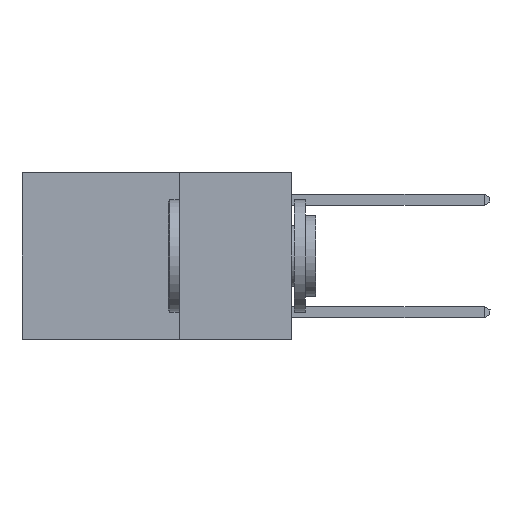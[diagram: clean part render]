
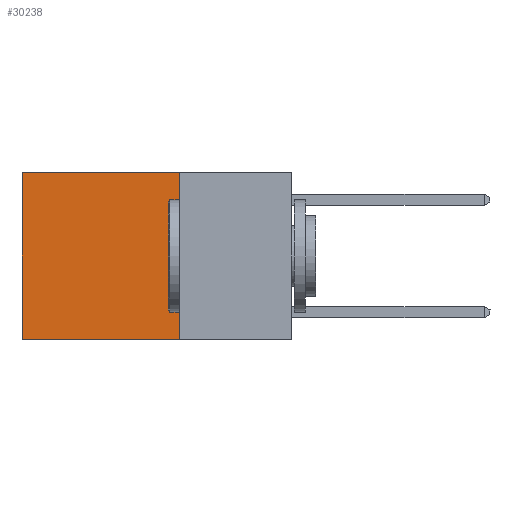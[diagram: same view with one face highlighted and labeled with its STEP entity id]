
A CAD part, left-side view. The second image highlights one B-rep face of the part: STEP entity #30238.
In plain terms, the highlighted planar face has unit normal (-1, 0, 0).
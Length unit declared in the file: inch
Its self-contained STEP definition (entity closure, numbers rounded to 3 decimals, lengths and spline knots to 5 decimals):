
#6 = VECTOR ( 'NONE', #28456, 39.37008 ) ;
#742 = CARTESIAN_POINT ( 'NONE',  ( 0.2625, 0.6, 0. ) ) ;
#844 = CARTESIAN_POINT ( 'NONE',  ( 0.2625, 0.25, 0. ) ) ;
#1265 = CARTESIAN_POINT ( 'NONE',  ( 0.2625, 0.25, 0. ) ) ;
#2156 = VECTOR ( 'NONE', #30456, 39.37008 ) ;
#2864 = VERTEX_POINT ( 'NONE', #844 ) ;
#3460 = ORIENTED_EDGE ( 'NONE', *, *, #19215, .T. ) ;
#4806 = ORIENTED_EDGE ( 'NONE', *, *, #15406, .T. ) ;
#6152 = CARTESIAN_POINT ( 'NONE',  ( 0.2625, 0.25, -0.37 ) ) ;
#6421 = LINE ( 'NONE', #1265, #6 ) ;
#6424 = VERTEX_POINT ( 'NONE', #12319 ) ;
#7071 = PLANE ( 'NONE',  #24534 ) ;
#7981 = DIRECTION ( 'NONE',  ( 0., 0., -1. ) ) ;
#8565 = LINE ( 'NONE', #13924, #2156 ) ;
#9908 = FACE_OUTER_BOUND ( 'NONE', #18199, .T. ) ;
#10032 = VECTOR ( 'NONE', #7981, 39.37008 ) ;
#12319 = CARTESIAN_POINT ( 'NONE',  ( 0.2625, 0.6, 0. ) ) ;
#13131 = VERTEX_POINT ( 'NONE', #26166 ) ;
#13924 = CARTESIAN_POINT ( 'NONE',  ( 0.2625, 0.25, 0. ) ) ;
#14279 = CARTESIAN_POINT ( 'NONE',  ( 0.2625, 0.25, 0. ) ) ;
#15406 = EDGE_CURVE ( 'NONE', #6424, #13131, #16378, .T. ) ;
#16378 = LINE ( 'NONE', #742, #10032 ) ;
#16660 = DIRECTION ( 'NONE',  ( 0., 0., -1. ) ) ;
#16873 = ORIENTED_EDGE ( 'NONE', *, *, #20380, .F. ) ;
#18199 = EDGE_LOOP ( 'NONE', ( #4806, #16873, #23578, #3460 ) ) ;
#19215 = EDGE_CURVE ( 'NONE', #2864, #6424, #6421, .T. ) ;
#20218 = VERTEX_POINT ( 'NONE', #6152 ) ;
#20269 = LINE ( 'NONE', #25689, #25056 ) ;
#20380 = EDGE_CURVE ( 'NONE', #20218, #13131, #20269, .T. ) ;
#23494 = EDGE_CURVE ( 'NONE', #2864, #20218, #8565, .T. ) ;
#23578 = ORIENTED_EDGE ( 'NONE', *, *, #23494, .F. ) ;
#24178 = DIRECTION ( 'NONE',  ( 1., 0., 0. ) ) ;
#24534 = AXIS2_PLACEMENT_3D ( 'NONE', #14279, #24178, #16660 ) ;
#25056 = VECTOR ( 'NONE', #28041, 39.37008 ) ;
#25689 = CARTESIAN_POINT ( 'NONE',  ( 0.2625, 0.25, -0.37 ) ) ;
#26166 = CARTESIAN_POINT ( 'NONE',  ( 0.2625, 0.6, -0.37 ) ) ;
#28041 = DIRECTION ( 'NONE',  ( 0., 1., 0. ) ) ;
#28456 = DIRECTION ( 'NONE',  ( 0., 1., 0. ) ) ;
#30238 = ADVANCED_FACE ( 'NONE', ( #9908 ), #7071, .F. ) ;
#30456 = DIRECTION ( 'NONE',  ( 0., 0., -1. ) ) ;
